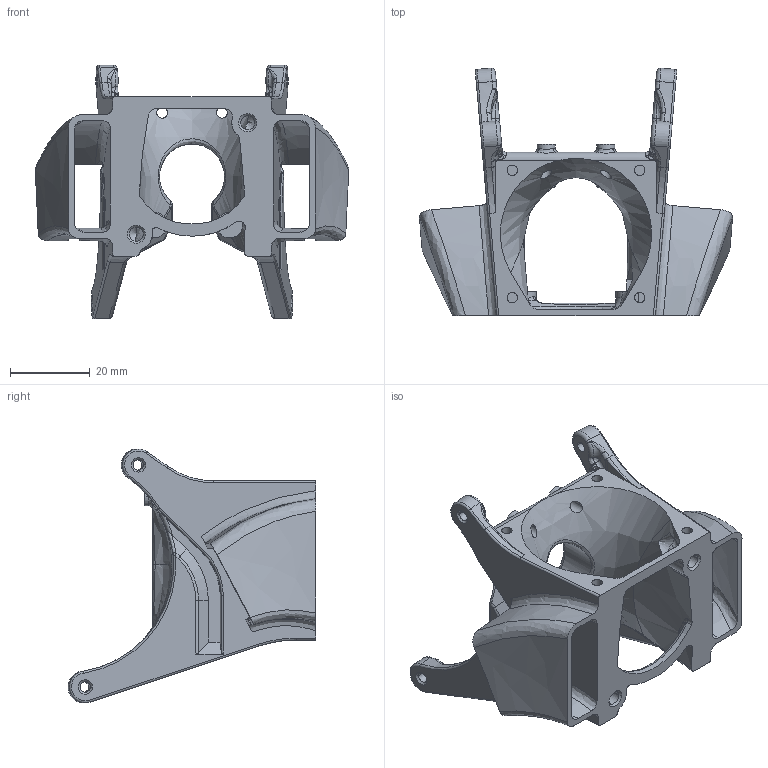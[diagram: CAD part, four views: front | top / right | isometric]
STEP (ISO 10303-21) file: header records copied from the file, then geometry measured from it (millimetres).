
FILE_DESCRIPTION((''),'2;1');
FILE_NAME('AIRDZUCTR3','2022-05-13T',('dcioc'),(''),'PRO/ENGINEER BY PARAMETRIC TECHNOLOGY CORPORATION, 2009440','PRO/ENGINEER BY PARAMETRIC TECHNOLOGY CORPORATION, 2009440','');
FILE_SCHEMA(('CONFIG_CONTROL_DESIGN'));
Length unit declared in the file: millimetre
Products named in the file (1): AIRDZUCTR3
Bounding box: 78.73 x 62.24 x 63.78 mm (x, y, z)
Volume: 37326.9 mm3; surface area: 18875.1 mm2
Topology: 1 solids, 1 shells, 468 faces, 1154 edges, 688 vertices
Faces by surface type: bspline 145, cylinder 127, plane 102, torus 48, sphere 29, cone 17
Entity records: 25995 total; most frequent: CARTESIAN_POINT 12400, ORIENTED_EDGE 2306, DIRECTION 1787, PRESENTATION_STYLE_ASSIGNMENT 1154, STYLED_ITEM 1154, CURVE_STYLE 1153, EDGE_CURVE 1153, AXIS2_PLACEMENT_3D 718
